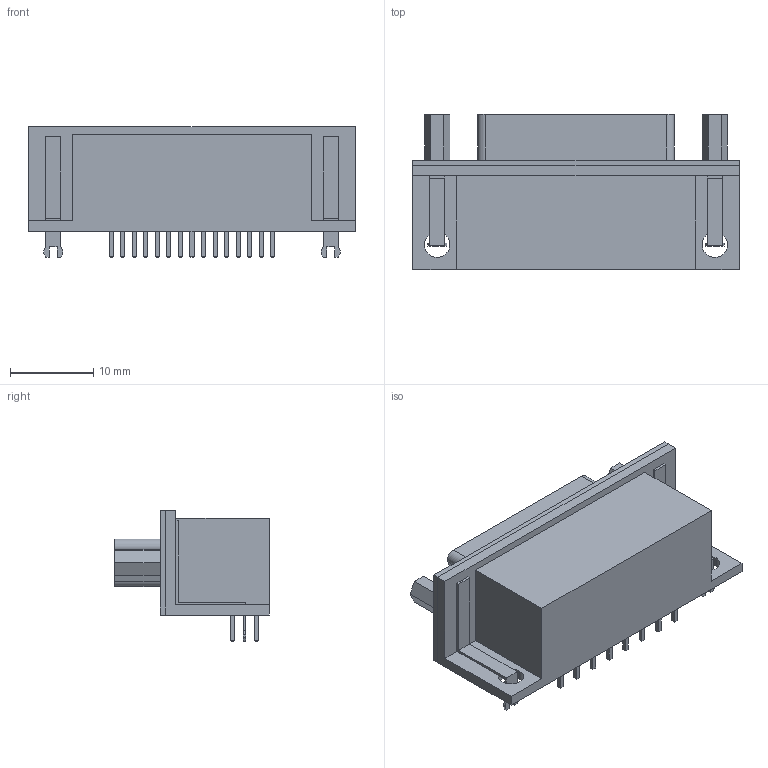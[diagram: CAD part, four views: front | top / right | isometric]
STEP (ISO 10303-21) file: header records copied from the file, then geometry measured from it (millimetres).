
FILE_DESCRIPTION(('STEP AP214'),'1');
FILE_NAME('CONN_L717SDA15PA4CH4F_AMP','2025-01-17T12:59:20',(''),(''),'','','');
FILE_SCHEMA(('AUTOMOTIVE_DESIGN'));
Length unit declared in the file: millimetre
Products named in the file (1): product
Bounding box: 39.19 x 18.59 x 15.72 mm (x, y, z)
Volume: 4954.1 mm3; surface area: 4485.7 mm2
Topology: 34 solids, 34 shells, 400 faces, 858 edges, 532 vertices
Faces by surface type: plane 384, cylinder 16
Entity records: 10122 total; most frequent: ORIENTED_EDGE 1716, DIRECTION 1692, CARTESIAN_POINT 949, EDGE_CURVE 858, LINE 826, VECTOR 826, VERTEX_POINT 532, AXIS2_PLACEMENT_3D 433
